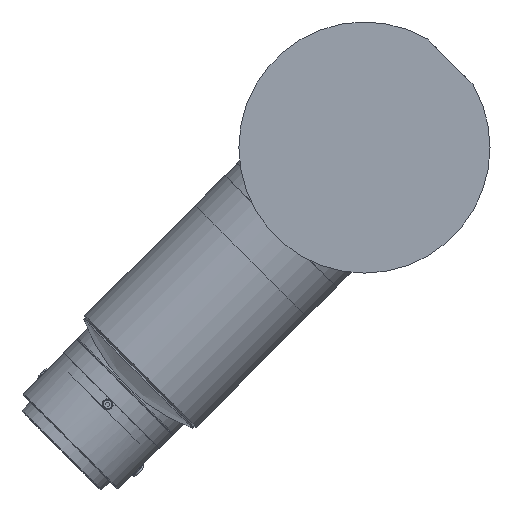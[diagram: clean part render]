
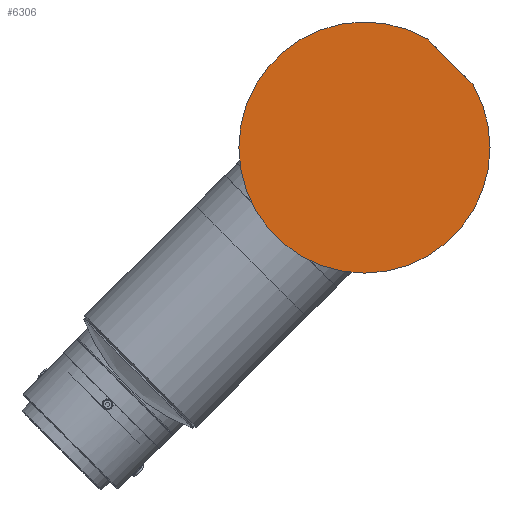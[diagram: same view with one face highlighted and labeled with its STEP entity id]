
A CAD part, front view. The second image highlights one B-rep face of the part: STEP entity #6306.
In plain terms, the highlighted planar face has unit normal (0, -1, 0).
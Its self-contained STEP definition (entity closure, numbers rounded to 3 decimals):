
#845 = VERTEX_POINT ( 'NONE', #16485 ) ;
#1020 = EDGE_CURVE ( 'NONE', #35173, #845, #17476, .T. ) ;
#2768 = B_SPLINE_CURVE_WITH_KNOTS ( 'NONE', 3,
 ( #25724, #32668, #28632, #18756 ),
 .UNSPECIFIED., .F., .F.,
 ( 4, 4 ),
 ( 0., 0.001 ),
 .UNSPECIFIED. ) ;
#3471 = VERTEX_POINT ( 'NONE', #43238 ) ;
#4668 = CARTESIAN_POINT ( 'NONE',  ( 60.743, 0., 34.716 ) ) ;
#5932 = ORIENTED_EDGE ( 'NONE', *, *, #1020, .F. ) ;
#6306 = ADVANCED_FACE ( 'NONE', ( #20924 ), #7283, .F. ) ;
#6751 = EDGE_LOOP ( 'NONE', ( #16288, #24336, #19825, #5932, #35937, #34110 ) ) ;
#7283 = PLANE ( 'NONE',  #39403 ) ;
#7765 = DIRECTION ( 'NONE',  ( 0., 1., 0. ) ) ;
#8227 = AXIS2_PLACEMENT_3D ( 'NONE', #23423, #12623, #19292 ) ;
#8570 = VERTEX_POINT ( 'NONE', #21269 ) ;
#9959 = DIRECTION ( 'NONE',  ( 0., 1., 0. ) ) ;
#12616 = LINE ( 'NONE', #16565, #44303 ) ;
#12623 = DIRECTION ( 'NONE',  ( 0., 1., 0. ) ) ;
#16288 = ORIENTED_EDGE ( 'NONE', *, *, #32629, .T. ) ;
#16485 = CARTESIAN_POINT ( 'NONE',  ( 34.246, 0., 61.051 ) ) ;
#16565 = CARTESIAN_POINT ( 'NONE',  ( 82.73, 0., 12.73 ) ) ;
#17372 = DIRECTION ( 'NONE',  ( -1., 0., 0. ) ) ;
#17476 = CIRCLE ( 'NONE', #8227, 70. ) ;
#18756 = CARTESIAN_POINT ( 'NONE',  ( 34.246, 0., 61.051 ) ) ;
#19292 = DIRECTION ( 'NONE',  ( -1., 0., 0. ) ) ;
#19825 = ORIENTED_EDGE ( 'NONE', *, *, #36223, .T. ) ;
#20924 = FACE_OUTER_BOUND ( 'NONE', #6751, .T. ) ;
#21269 = CARTESIAN_POINT ( 'NONE',  ( 61.051, 0., 34.246 ) ) ;
#23106 = AXIS2_PLACEMENT_3D ( 'NONE', #44375, #40564, #17372 ) ;
#23423 = CARTESIAN_POINT ( 'NONE',  ( 0., 0., 0. ) ) ;
#24118 = EDGE_CURVE ( 'NONE', #32496, #24458, #12616, .T. ) ;
#24336 = ORIENTED_EDGE ( 'NONE', *, *, #24118, .T. ) ;
#24412 = CARTESIAN_POINT ( 'NONE',  ( 60.543, 0., 34.916 ) ) ;
#24458 = VERTEX_POINT ( 'NONE', #30854 ) ;
#25724 = CARTESIAN_POINT ( 'NONE',  ( 34.916, 0., 60.543 ) ) ;
#26455 = DIRECTION ( 'NONE',  ( -0.707, 0., 0.707 ) ) ;
#27335 = CIRCLE ( 'NONE', #30224, 70. ) ;
#28632 = CARTESIAN_POINT ( 'NONE',  ( 34.493, 0., 60.912 ) ) ;
#28646 = CARTESIAN_POINT ( 'NONE',  ( 60.543, 0., 34.916 ) ) ;
#30224 = AXIS2_PLACEMENT_3D ( 'NONE', #40690, #9959, #41138 ) ;
#30535 = EDGE_CURVE ( 'NONE', #8570, #3471, #27335, .T. ) ;
#30854 = CARTESIAN_POINT ( 'NONE',  ( 34.916, 0., 60.543 ) ) ;
#31687 = EDGE_CURVE ( 'NONE', #3471, #35173, #42518, .T. ) ;
#32496 = VERTEX_POINT ( 'NONE', #24412 ) ;
#32629 = EDGE_CURVE ( 'NONE', #8570, #32496, #38721, .T. ) ;
#32668 = CARTESIAN_POINT ( 'NONE',  ( 34.716, 0., 60.743 ) ) ;
#34110 = ORIENTED_EDGE ( 'NONE', *, *, #30535, .F. ) ;
#34651 = DIRECTION ( 'NONE',  ( -1., 0., 0. ) ) ;
#35173 = VERTEX_POINT ( 'NONE', #42283 ) ;
#35408 = CARTESIAN_POINT ( 'NONE',  ( 61.051, 0., 34.246 ) ) ;
#35937 = ORIENTED_EDGE ( 'NONE', *, *, #31687, .F. ) ;
#36223 = EDGE_CURVE ( 'NONE', #24458, #845, #2768, .T. ) ;
#38507 = CARTESIAN_POINT ( 'NONE',  ( 70., 0., 0. ) ) ;
#38721 = B_SPLINE_CURVE_WITH_KNOTS ( 'NONE', 3,
 ( #35408, #39484, #4668, #28646 ),
 .UNSPECIFIED., .F., .F.,
 ( 4, 4 ),
 ( 0., 0.001 ),
 .UNSPECIFIED. ) ;
#39403 = AXIS2_PLACEMENT_3D ( 'NONE', #38507, #7765, #34651 ) ;
#39484 = CARTESIAN_POINT ( 'NONE',  ( 60.912, 0., 34.493 ) ) ;
#40564 = DIRECTION ( 'NONE',  ( 0., 1., 0. ) ) ;
#40690 = CARTESIAN_POINT ( 'NONE',  ( 0., 0., 0. ) ) ;
#41138 = DIRECTION ( 'NONE',  ( -1., 0., 0. ) ) ;
#42283 = CARTESIAN_POINT ( 'NONE',  ( -70., 0., 0. ) ) ;
#42518 = CIRCLE ( 'NONE', #23106, 70. ) ;
#43238 = CARTESIAN_POINT ( 'NONE',  ( 70., 0., 0. ) ) ;
#44303 = VECTOR ( 'NONE', #26455, 1000. ) ;
#44375 = CARTESIAN_POINT ( 'NONE',  ( 0., 0., 0. ) ) ;
